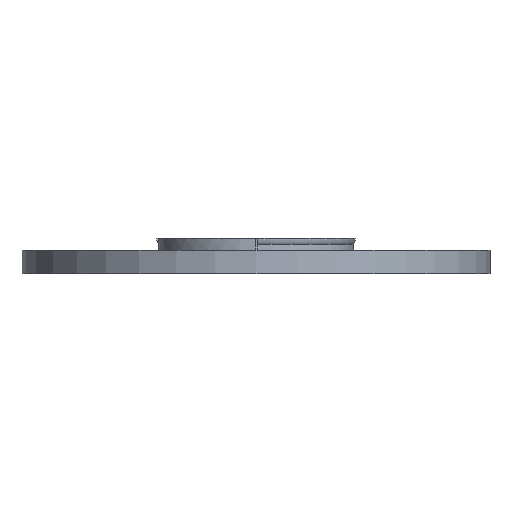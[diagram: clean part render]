
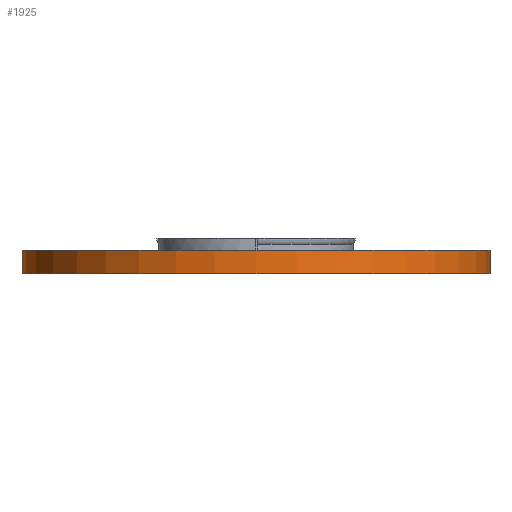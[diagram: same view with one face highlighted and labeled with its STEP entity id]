
A CAD part, front view. The second image highlights one B-rep face of the part: STEP entity #1925.
In plain terms, the highlighted cylindrical face has radius 120 mm (diameter 240 mm), a full revolution.
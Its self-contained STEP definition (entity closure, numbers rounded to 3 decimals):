
#149=FACE_OUTER_BOUND('',#273,.T.);
#273=EDGE_LOOP('',(#1387,#1388,#1389,#1390));
#409=LINE('',#3163,#549);
#549=VECTOR('',#2499,120.);
#696=CIRCLE('',#2129,120.);
#697=CIRCLE('',#2131,120.);
#851=VERTEX_POINT('',#3159);
#852=VERTEX_POINT('',#3162);
#1053=EDGE_CURVE('',#851,#851,#696,.T.);
#1054=EDGE_CURVE('',#851,#852,#409,.T.);
#1055=EDGE_CURVE('',#852,#852,#697,.T.);
#1387=ORIENTED_EDGE('',*,*,#1053,.F.);
#1388=ORIENTED_EDGE('',*,*,#1054,.T.);
#1389=ORIENTED_EDGE('',*,*,#1055,.T.);
#1390=ORIENTED_EDGE('',*,*,#1054,.F.);
#1864=CYLINDRICAL_SURFACE('',#2130,120.);
#1925=ADVANCED_FACE('',(#149),#1864,.T.);
#2129=AXIS2_PLACEMENT_3D('',#3160,#2495,#2496);
#2130=AXIS2_PLACEMENT_3D('',#3161,#2497,#2498);
#2131=AXIS2_PLACEMENT_3D('',#3164,#2500,#2501);
#2495=DIRECTION('center_axis',(0.,0.,1.));
#2496=DIRECTION('ref_axis',(-1.,0.,0.));
#2497=DIRECTION('center_axis',(0.,0.,1.));
#2498=DIRECTION('ref_axis',(-1.,0.,0.));
#2499=DIRECTION('',(0.,0.,-1.));
#2500=DIRECTION('center_axis',(0.,0.,1.));
#2501=DIRECTION('ref_axis',(-1.,0.,0.));
#3159=CARTESIAN_POINT('',(-100.,0.,12.132));
#3160=CARTESIAN_POINT('Origin',(-220.,0.,12.132));
#3161=CARTESIAN_POINT('Origin',(-220.,0.,0.132));
#3162=CARTESIAN_POINT('',(-100.,0.,0.132));
#3163=CARTESIAN_POINT('',(-100.,0.,0.132));
#3164=CARTESIAN_POINT('Origin',(-220.,0.,0.132));
